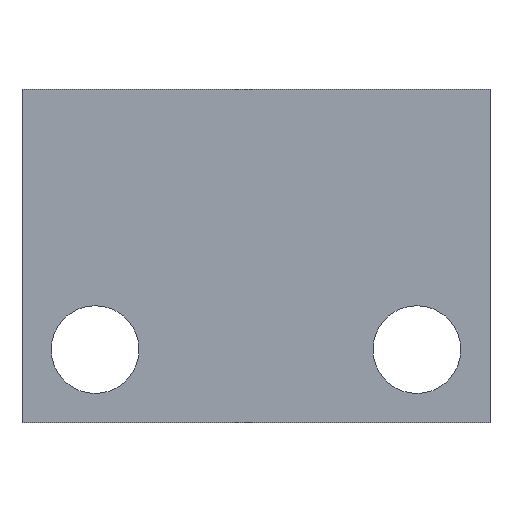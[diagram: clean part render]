
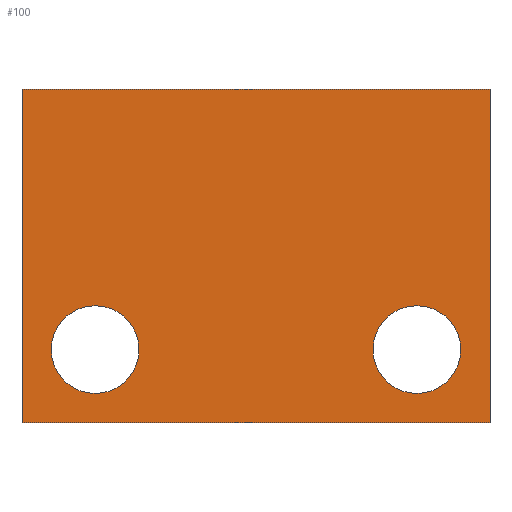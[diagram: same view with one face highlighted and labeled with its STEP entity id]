
A CAD part, front view. The second image highlights one B-rep face of the part: STEP entity #100.
In plain terms, the highlighted planar face has unit normal (0, -1, 0).
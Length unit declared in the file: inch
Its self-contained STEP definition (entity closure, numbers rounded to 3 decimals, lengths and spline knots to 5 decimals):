
#7 = EDGE_CURVE ( 'NONE', #239, #313, #299, .T. ) ;
#8 = DIRECTION ( 'NONE',  ( 0., 1., 0. ) ) ;
#26 = VECTOR ( 'NONE', #34, 39.37008 ) ;
#34 = DIRECTION ( 'NONE',  ( 0., 0., 1. ) ) ;
#38 = EDGE_CURVE ( 'NONE', #311, #107, #155, .T. ) ;
#42 = DIRECTION ( 'NONE',  ( 0., 0., 1. ) ) ;
#47 = CARTESIAN_POINT ( 'NONE',  ( -2.11167, 0., -1.2607 ) ) ;
#50 = ORIENTED_EDGE ( 'NONE', *, *, #156, .F. ) ;
#52 = CARTESIAN_POINT ( 'NONE',  ( -2.23667, 0., -1.3857 ) ) ;
#55 = CARTESIAN_POINT ( 'NONE',  ( -2.11167, 0., -1.3357 ) ) ;
#56 = ORIENTED_EDGE ( 'NONE', *, *, #169, .T. ) ;
#60 = EDGE_LOOP ( 'NONE', ( #384, #261 ) ) ;
#72 = CARTESIAN_POINT ( 'NONE',  ( -2.23667, 0., -1.3857 ) ) ;
#96 = DIRECTION ( 'NONE',  ( 0., -1., 0. ) ) ;
#100 = ADVANCED_FACE ( 'NONE', ( #124, #327, #179 ), #181, .T. ) ;
#106 = CIRCLE ( 'NONE', #322, 0.075 ) ;
#107 = VERTEX_POINT ( 'NONE', #306 ) ;
#114 = EDGE_LOOP ( 'NONE', ( #176, #168 ) ) ;
#124 = FACE_BOUND ( 'NONE', #60, .T. ) ;
#129 = DIRECTION ( 'NONE',  ( 0., 1., 0. ) ) ;
#134 = LINE ( 'NONE', #249, #26 ) ;
#137 = ORIENTED_EDGE ( 'NONE', *, *, #38, .T. ) ;
#143 = ORIENTED_EDGE ( 'NONE', *, *, #7, .F. ) ;
#155 = LINE ( 'NONE', #358, #273 ) ;
#156 = EDGE_CURVE ( 'NONE', #311, #239, #367, .T. ) ;
#158 = AXIS2_PLACEMENT_3D ( 'NONE', #271, #8, #42 ) ;
#164 = DIRECTION ( 'NONE',  ( 0., 0., 1. ) ) ;
#166 = VERTEX_POINT ( 'NONE', #337 ) ;
#168 = ORIENTED_EDGE ( 'NONE', *, *, #254, .T. ) ;
#169 = EDGE_CURVE ( 'NONE', #107, #313, #134, .T. ) ;
#175 = AXIS2_PLACEMENT_3D ( 'NONE', #47, #338, #164 ) ;
#176 = ORIENTED_EDGE ( 'NONE', *, *, #276, .T. ) ;
#179 = FACE_OUTER_BOUND ( 'NONE', #348, .T. ) ;
#181 = PLANE ( 'NONE',  #237 ) ;
#183 = DIRECTION ( 'NONE',  ( 0., 0., 1. ) ) ;
#188 = CARTESIAN_POINT ( 'NONE',  ( -1.43667, 0., -0.8157 ) ) ;
#216 = CARTESIAN_POINT ( 'NONE',  ( -1.56167, 0., -1.2607 ) ) ;
#219 = EDGE_CURVE ( 'NONE', #289, #351, #316, .T. ) ;
#222 = CARTESIAN_POINT ( 'NONE',  ( -1.56167, 0., -1.3357 ) ) ;
#224 = CARTESIAN_POINT ( 'NONE',  ( -1.56167, 0., -1.1857 ) ) ;
#232 = DIRECTION ( 'NONE',  ( 1., 0., 0. ) ) ;
#237 = AXIS2_PLACEMENT_3D ( 'NONE', #303, #96, #330 ) ;
#239 = VERTEX_POINT ( 'NONE', #332 ) ;
#242 = CIRCLE ( 'NONE', #158, 0.075 ) ;
#244 = DIRECTION ( 'NONE',  ( 0., 0., 1. ) ) ;
#249 = CARTESIAN_POINT ( 'NONE',  ( -1.43667, 0., -1.3857 ) ) ;
#254 = EDGE_CURVE ( 'NONE', #377, #166, #242, .T. ) ;
#258 = DIRECTION ( 'NONE',  ( 0., 1., 0. ) ) ;
#261 = ORIENTED_EDGE ( 'NONE', *, *, #284, .T. ) ;
#271 = CARTESIAN_POINT ( 'NONE',  ( -2.11167, 0., -1.2607 ) ) ;
#273 = VECTOR ( 'NONE', #232, 39.37008 ) ;
#276 = EDGE_CURVE ( 'NONE', #166, #377, #340, .T. ) ;
#280 = VECTOR ( 'NONE', #386, 39.37008 ) ;
#284 = EDGE_CURVE ( 'NONE', #351, #289, #106, .T. ) ;
#287 = AXIS2_PLACEMENT_3D ( 'NONE', #216, #129, #244 ) ;
#289 = VERTEX_POINT ( 'NONE', #224 ) ;
#299 = LINE ( 'NONE', #362, #280 ) ;
#303 = CARTESIAN_POINT ( 'NONE',  ( 0., 0., 0. ) ) ;
#306 = CARTESIAN_POINT ( 'NONE',  ( -1.43667, 0., -1.3857 ) ) ;
#311 = VERTEX_POINT ( 'NONE', #52 ) ;
#313 = VERTEX_POINT ( 'NONE', #188 ) ;
#316 = CIRCLE ( 'NONE', #287, 0.075 ) ;
#319 = DIRECTION ( 'NONE',  ( 0., 0., 1. ) ) ;
#322 = AXIS2_PLACEMENT_3D ( 'NONE', #376, #258, #319 ) ;
#327 = FACE_BOUND ( 'NONE', #114, .T. ) ;
#330 = DIRECTION ( 'NONE',  ( 0., 0., -1. ) ) ;
#332 = CARTESIAN_POINT ( 'NONE',  ( -2.23667, 0., -0.8157 ) ) ;
#337 = CARTESIAN_POINT ( 'NONE',  ( -2.11167, 0., -1.1857 ) ) ;
#338 = DIRECTION ( 'NONE',  ( 0., 1., 0. ) ) ;
#340 = CIRCLE ( 'NONE', #175, 0.075 ) ;
#348 = EDGE_LOOP ( 'NONE', ( #137, #56, #143, #50 ) ) ;
#351 = VERTEX_POINT ( 'NONE', #222 ) ;
#358 = CARTESIAN_POINT ( 'NONE',  ( -2.23667, 0., -1.3857 ) ) ;
#362 = CARTESIAN_POINT ( 'NONE',  ( -2.23667, 0., -0.8157 ) ) ;
#364 = VECTOR ( 'NONE', #183, 39.37008 ) ;
#367 = LINE ( 'NONE', #72, #364 ) ;
#376 = CARTESIAN_POINT ( 'NONE',  ( -1.56167, 0., -1.2607 ) ) ;
#377 = VERTEX_POINT ( 'NONE', #55 ) ;
#384 = ORIENTED_EDGE ( 'NONE', *, *, #219, .T. ) ;
#386 = DIRECTION ( 'NONE',  ( 1., 0., 0. ) ) ;
